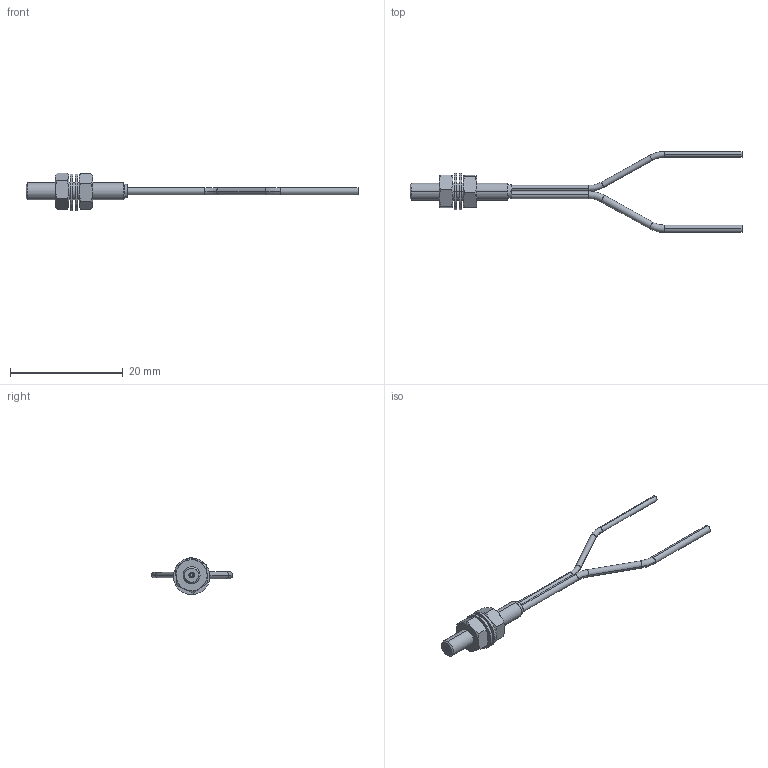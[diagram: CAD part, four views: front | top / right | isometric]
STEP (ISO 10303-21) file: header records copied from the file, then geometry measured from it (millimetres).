
FILE_DESCRIPTION (( 'STEP AP214' ), '1' );
FILE_NAME ('GPF-D024-2.STEP', '2017-11-17T22:18:51', ( '' ), ( '' ), 'SwSTEP 2.0', 'SolidWorks 2018', '' );
FILE_SCHEMA (( 'AUTOMOTIVE_DESIGN' ));
Length unit declared in the file: millimetre
Products named in the file (8): M3NUT; GPF-D024-2_LENS; GPF-D024-2_HEAD; GPF-D024-2_FIBER2; M3WASHER; GPF-D024-2_LENS2; GPF-D024-2_FIBER; GPF-D024-2
Assembly tree (17 placements, depth 2):
  GPF-D024-2
    GPF-D024-2_HEAD
    GPF-D024-2_FIBER
    GPF-D024-2_LENS  x9
    M3NUT  x2
    M3WASHER  x2
    GPF-D024-2_FIBER2
    GPF-D024-2_LENS2
Bounding box: 58.82 x 14.35 x 6.62 mm (x, y, z)
Volume: 329.1 mm3; surface area: 830.4 mm2
Topology: 17 solids, 17 shells, 145 faces, 280 edges, 180 vertices
Faces by surface type: cylinder 68, plane 57, cone 12, torus 8
Entity records: 2956 total; most frequent: DIRECTION 518, CARTESIAN_POINT 513, ORIENTED_EDGE 376, AXIS2_PLACEMENT_3D 229, EDGE_CURVE 188, VERTEX_POINT 120, CIRCLE 116, EDGE_LOOP 108
